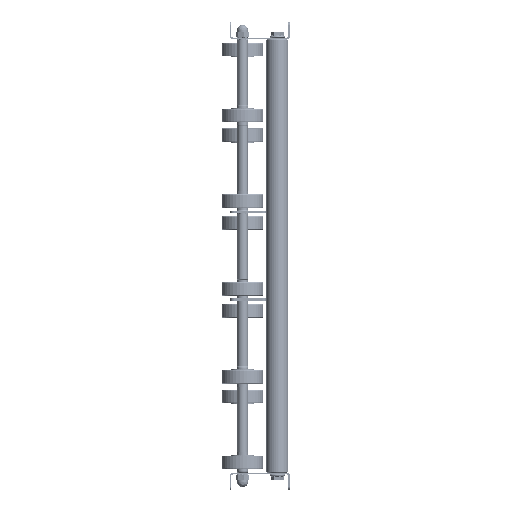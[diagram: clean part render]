
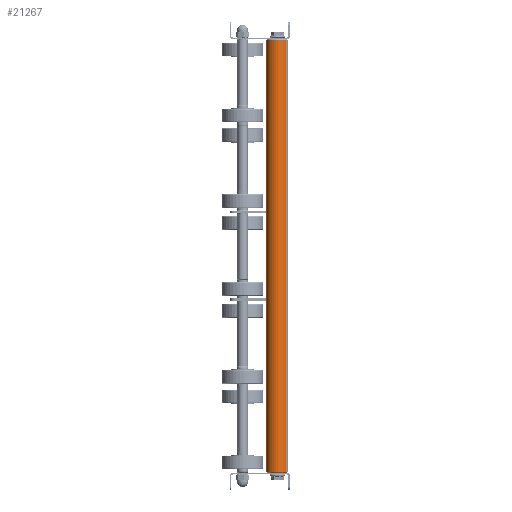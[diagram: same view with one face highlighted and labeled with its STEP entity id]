
A CAD part, left-side view. The second image highlights one B-rep face of the part: STEP entity #21267.
In plain terms, the highlighted cylindrical face has radius 12.5 mm (diameter 25 mm), a partial arc.
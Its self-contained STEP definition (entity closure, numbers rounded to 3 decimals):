
#306 = VERTEX_POINT ( 'NONE', #30015 ) ;
#868 = CARTESIAN_POINT ( 'NONE',  ( 1., 0., 0. ) ) ;
#1233 = DIRECTION ( 'NONE',  ( 1., 0., 0. ) ) ;
#2432 = VERTEX_POINT ( 'NONE', #31422 ) ;
#3112 = ORIENTED_EDGE ( 'NONE', *, *, #29852, .T. ) ;
#3595 = EDGE_CURVE ( 'NONE', #306, #28922, #12191, .T. ) ;
#3799 = CIRCLE ( 'NONE', #8537, 12.5 ) ;
#3849 = VERTEX_POINT ( 'NONE', #35825 ) ;
#4189 = LINE ( 'NONE', #33042, #4937 ) ;
#4937 = VECTOR ( 'NONE', #7698, 1000. ) ;
#7698 = DIRECTION ( 'NONE',  ( -1., 0., 0. ) ) ;
#8537 = AXIS2_PLACEMENT_3D ( 'NONE', #868, #1233, #14943 ) ;
#10019 = DIRECTION ( 'NONE',  ( -1., 0., 0. ) ) ;
#12191 = LINE ( 'NONE', #31616, #14988 ) ;
#12782 = DIRECTION ( 'NONE',  ( 0., 0., -1. ) ) ;
#12969 = CARTESIAN_POINT ( 'NONE',  ( 499., 0., 0. ) ) ;
#14374 = EDGE_LOOP ( 'NONE', ( #29554, #22292, #3112, #15015 ) ) ;
#14943 = DIRECTION ( 'NONE',  ( 0., 0., -1. ) ) ;
#14988 = VECTOR ( 'NONE', #28660, 1000. ) ;
#15015 = ORIENTED_EDGE ( 'NONE', *, *, #30687, .T. ) ;
#16591 = CARTESIAN_POINT ( 'NONE',  ( 1., 0., -12.5 ) ) ;
#18091 = FACE_OUTER_BOUND ( 'NONE', #14374, .T. ) ;
#21267 = ADVANCED_FACE ( 'NONE', ( #18091 ), #29166, .T. ) ;
#21304 = AXIS2_PLACEMENT_3D ( 'NONE', #31763, #23465, #28625 ) ;
#22292 = ORIENTED_EDGE ( 'NONE', *, *, #30438, .T. ) ;
#23465 = DIRECTION ( 'NONE',  ( -1., 0., 0. ) ) ;
#24483 = CIRCLE ( 'NONE', #26807, 12.5 ) ;
#26807 = AXIS2_PLACEMENT_3D ( 'NONE', #12969, #10019, #12782 ) ;
#28625 = DIRECTION ( 'NONE',  ( 0., 0., 1. ) ) ;
#28660 = DIRECTION ( 'NONE',  ( -1., 0., 0. ) ) ;
#28922 = VERTEX_POINT ( 'NONE', #16591 ) ;
#29166 = CYLINDRICAL_SURFACE ( 'NONE', #21304, 12.5 ) ;
#29554 = ORIENTED_EDGE ( 'NONE', *, *, #3595, .F. ) ;
#29852 = EDGE_CURVE ( 'NONE', #2432, #3849, #4189, .T. ) ;
#30015 = CARTESIAN_POINT ( 'NONE',  ( 499., 0., -12.5 ) ) ;
#30438 = EDGE_CURVE ( 'NONE', #306, #2432, #24483, .T. ) ;
#30687 = EDGE_CURVE ( 'NONE', #3849, #28922, #3799, .T. ) ;
#31422 = CARTESIAN_POINT ( 'NONE',  ( 499., 0., 12.5 ) ) ;
#31616 = CARTESIAN_POINT ( 'NONE',  ( 500., 0., -12.5 ) ) ;
#31763 = CARTESIAN_POINT ( 'NONE',  ( 500., 0., 0. ) ) ;
#33042 = CARTESIAN_POINT ( 'NONE',  ( 500., 0., 12.5 ) ) ;
#35825 = CARTESIAN_POINT ( 'NONE',  ( 1., 0., 12.5 ) ) ;
